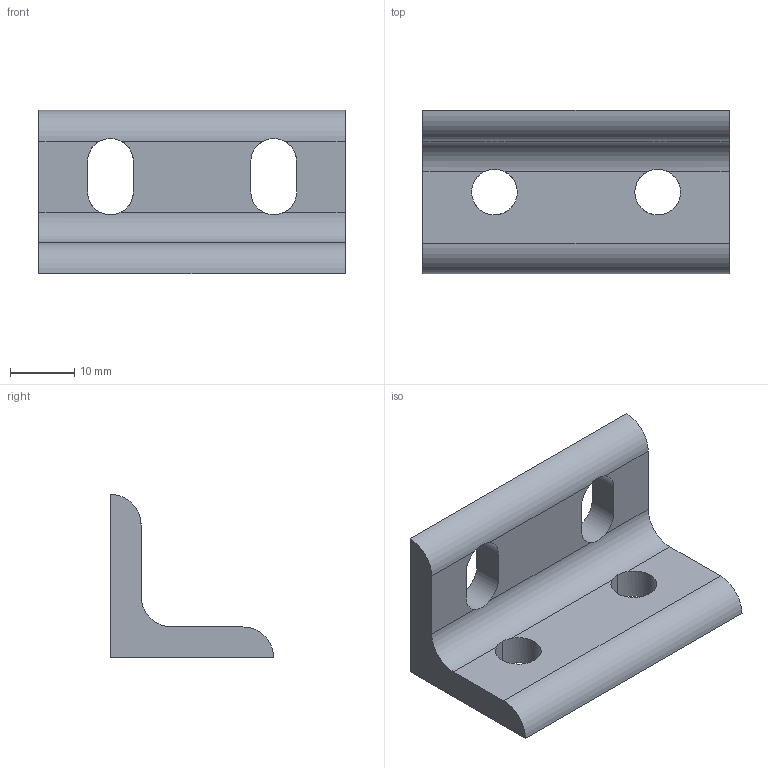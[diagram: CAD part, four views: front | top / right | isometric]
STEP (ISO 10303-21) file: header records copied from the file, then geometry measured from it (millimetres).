
FILE_DESCRIPTION((''),'2;1');
FILE_NAME('10CB4223.stp','2015-07-07T13:24:05',(''),(''),'Mechanical Desktop 2011','Mechanical Desktop 2011',', , ');
FILE_SCHEMA(('AUTOMOTIVE_DESIGN { 1 2 10303 214 1 1 1 1 }'));
Length unit declared in the file: inch
Products named in the file (1): Product
Bounding box: 47.62 x 25.4 x 25.4 mm (x, y, z)
Volume: 9150.7 mm3; surface area: 5040 mm2
Topology: 1 solids, 1 shells, 23 faces, 75 edges, 50 vertices
Faces by surface type: plane 12, cylinder 11
Entity records: 914 total; most frequent: CARTESIAN_POINT 181, ORIENTED_EDGE 150, DIRECTION 141, EDGE_CURVE 75, AXIS2_PLACEMENT_3D 50, VERTEX_POINT 50, VECTOR 41, LINE 41
